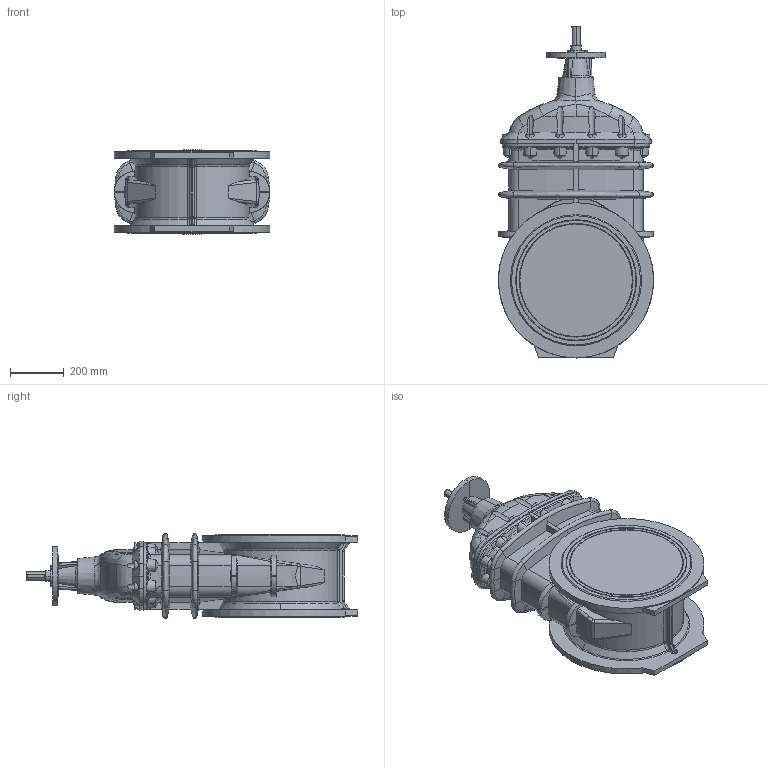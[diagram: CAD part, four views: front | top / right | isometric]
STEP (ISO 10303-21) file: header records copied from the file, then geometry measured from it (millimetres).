
FILE_DESCRIPTION (( 'STEP AP203' ), '1' );
FILE_NAME ('1540040016.STEP', '2014-06-23T07:05:47', ( '' ), ( '' ), 'SwSTEP 2.0', 'SolidWorks 2012', '' );
FILE_SCHEMA (( 'CONFIG_CONTROL_DESIGN' ));
Length unit declared in the file: millimetre
Products named in the file (1): 1540040016
Bounding box: 580 x 1240.5 x 315.92 mm (x, y, z)
Volume: 103649812.1 mm3; surface area: 2343940.6 mm2
Topology: 1 solids, 1 shells, 610 faces, 1584 edges, 991 vertices
Faces by surface type: cone 195, bspline 178, plane 120, cylinder 117
Entity records: 33223 total; most frequent: CARTESIAN_POINT 20011, ORIENTED_EDGE 3168, DIRECTION 2236, EDGE_CURVE 1584, VERTEX_POINT 991, AXIS2_PLACEMENT_3D 918, B_SPLINE_CURVE_WITH_KNOTS 641, EDGE_LOOP 625
